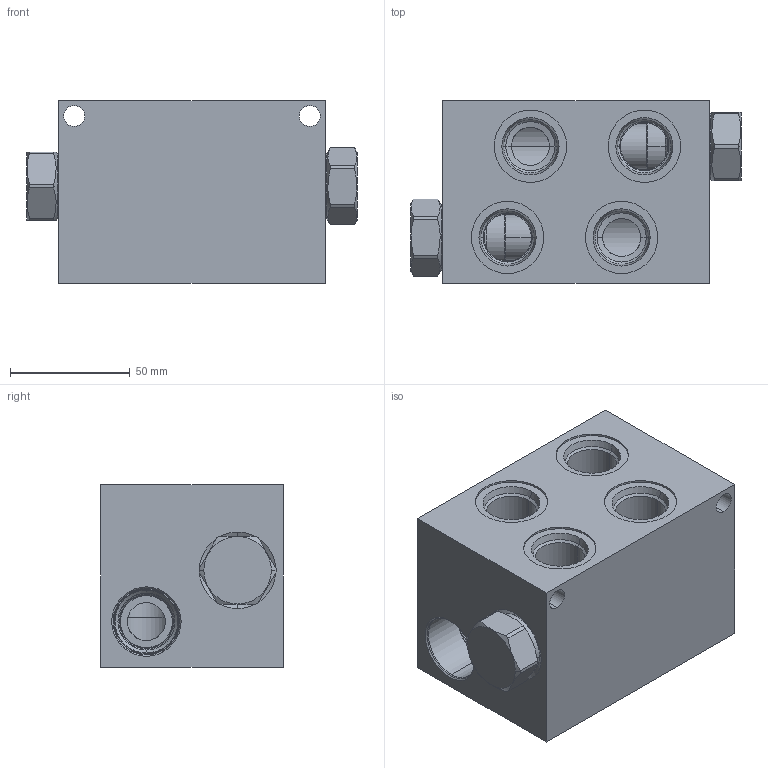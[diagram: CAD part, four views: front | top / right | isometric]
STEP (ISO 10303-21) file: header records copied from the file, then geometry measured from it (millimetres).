
FILE_DESCRIPTION((''),'2;1');
FILE_NAME('B8K_ASM','2019-11-18T',('ProEService'),(''),'PRO/ENGINEER BY PARAMETRIC TECHNOLOGY CORPORATION, 2014200','PRO/ENGINEER BY PARAMETRIC TECHNOLOGY CORPORATION, 2014200','');
FILE_SCHEMA(('CONFIG_CONTROL_DESIGN'));
Length unit declared in the file: inch
Products named in the file (3): 150-054-005; CXFAXCN; B8K_ASM
Assembly tree (3 placements, depth 2):
  B8K_ASM
    150-054-005
    CXFAXCN  x2
Bounding box: 138.1 x 76.2 x 76.2 mm (x, y, z)
Volume: 516893.2 mm3; surface area: 91495.7 mm2
Topology: 7 solids, 7 shells, 384 faces, 1231 edges, 1020 vertices
Faces by surface type: cylinder 152, cone 102, plane 62, torus 52, revolution 16
Entity records: 12472 total; most frequent: CARTESIAN_POINT 3784, DIRECTION 1904, ORIENTED_EDGE 1338, EDGE_CURVE 669, AXIS2_PLACEMENT_3D 651, VECTOR 594, LINE 594, VERTEX_POINT 398
